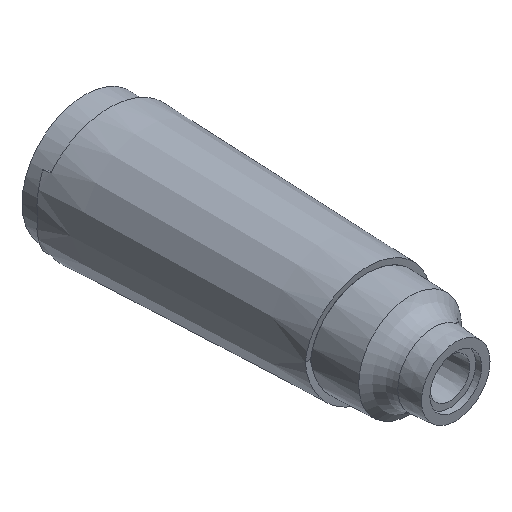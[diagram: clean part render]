
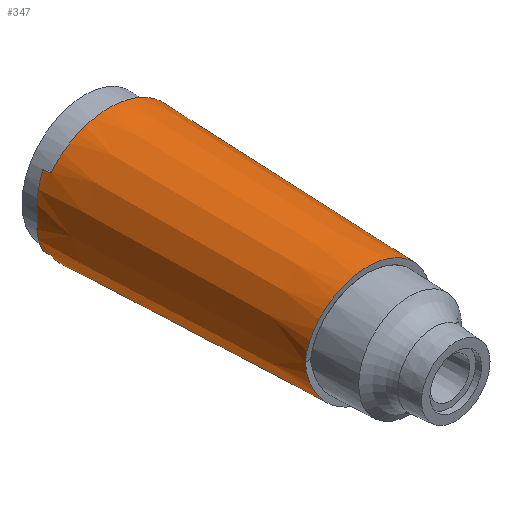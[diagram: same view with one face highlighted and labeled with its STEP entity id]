
A CAD part, isometric view. The second image highlights one B-rep face of the part: STEP entity #347.
In plain terms, the highlighted conical face has half-angle 2 degrees and reference radius 11.004 mm.
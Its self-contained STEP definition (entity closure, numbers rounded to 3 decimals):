
#35=B_SPLINE_CURVE_WITH_KNOTS('',3,(#500,#501,#502,#503),.UNSPECIFIED.,
 .F.,.F.,(4,4),(3.41,4.005),.UNSPECIFIED.);
#39=B_SPLINE_CURVE_WITH_KNOTS('',3,(#566,#567,#568,#569,#570,#571,#572,
#573,#574),.UNSPECIFIED.,.F.,.F.,(4,1,1,1,1,1,4),(0.,0.4,
0.8,1.201,2.001,2.401,2.801),
 .UNSPECIFIED.);
#42=B_SPLINE_CURVE_WITH_KNOTS('',3,(#603,#604,#605,#606),.UNSPECIFIED.,
 .F.,.F.,(4,4),(0.,0.132),.UNSPECIFIED.);
#44=B_SPLINE_CURVE_WITH_KNOTS('',3,(#656,#657,#658,#659,#660,#661,#662,
#663,#664,#665),.UNSPECIFIED.,.F.,.F.,(4,1,1,1,1,1,1,4),(1.091,
1.507,1.924,2.34,2.756,3.172,
3.589,4.005),.UNSPECIFIED.);
#47=B_SPLINE_CURVE_WITH_KNOTS('',3,(#728,#729,#730,#731,#732,#733,#734,
#735,#736,#737),.UNSPECIFIED.,.F.,.F.,(4,1,1,1,1,1,1,4),(1.091,
1.507,1.924,2.34,2.756,3.172,
3.589,4.005),.UNSPECIFIED.);
#48=B_SPLINE_CURVE_WITH_KNOTS('',3,(#739,#740,#741,#742,#743,#744,#745),
 .UNSPECIFIED.,.F.,.F.,(4,1,1,1,4),(0.,0.4,1.201,
2.001,2.801),.UNSPECIFIED.);
#49=B_SPLINE_CURVE_WITH_KNOTS('',3,(#747,#748,#749,#750),.UNSPECIFIED.,
 .F.,.F.,(4,4),(3.41,4.005),.UNSPECIFIED.);
#50=B_SPLINE_CURVE_WITH_KNOTS('',3,(#751,#752,#753,#754),.UNSPECIFIED.,
 .F.,.F.,(4,4),(0.,0.132),.UNSPECIFIED.);
#83=CONICAL_SURFACE('',#378,11.004,2.);
#97=FACE_BOUND('',#149,.T.);
#115=FACE_OUTER_BOUND('',#148,.T.);
#148=EDGE_LOOP('',(#280,#281,#282,#283,#284,#285));
#149=EDGE_LOOP('',(#286,#287));
#179=VERTEX_POINT('',#491);
#181=VERTEX_POINT('',#499);
#184=VERTEX_POINT('',#547);
#186=VERTEX_POINT('',#564);
#188=VERTEX_POINT('',#592);
#189=VERTEX_POINT('',#647);
#191=VERTEX_POINT('',#655);
#193=VERTEX_POINT('',#746);
#211=EDGE_CURVE('',#179,#181,#35,.T.);
#217=EDGE_CURVE('',#186,#184,#39,.T.);
#220=EDGE_CURVE('',#181,#188,#42,.T.);
#222=EDGE_CURVE('',#189,#191,#44,.T.);
#226=EDGE_CURVE('',#189,#191,#47,.T.);
#227=EDGE_CURVE('',#186,#188,#48,.T.);
#228=EDGE_CURVE('',#179,#193,#49,.T.);
#229=EDGE_CURVE('',#193,#184,#50,.T.);
#280=ORIENTED_EDGE('',*,*,#227,.T.);
#281=ORIENTED_EDGE('',*,*,#220,.F.);
#282=ORIENTED_EDGE('',*,*,#211,.F.);
#283=ORIENTED_EDGE('',*,*,#228,.T.);
#284=ORIENTED_EDGE('',*,*,#229,.T.);
#285=ORIENTED_EDGE('',*,*,#217,.F.);
#286=ORIENTED_EDGE('',*,*,#222,.F.);
#287=ORIENTED_EDGE('',*,*,#226,.T.);
#347=ADVANCED_FACE('',(#115,#97),#83,.T.);
#378=AXIS2_PLACEMENT_3D('',#738,#431,#432);
#431=DIRECTION('center_axis',(0.,1.,0.));
#432=DIRECTION('ref_axis',(0.,0.,1.));
#491=CARTESIAN_POINT('',(-11.877,28.955,0.));
#499=CARTESIAN_POINT('',(-10.196,29.661,6.139));
#500=CARTESIAN_POINT('Ctrl Pts',(-11.877,28.955,0.));
#501=CARTESIAN_POINT('Ctrl Pts',(-11.884,29.171,2.15));
#502=CARTESIAN_POINT('Ctrl Pts',(-11.295,29.407,4.296));
#503=CARTESIAN_POINT('Ctrl Pts',(-10.196,29.661,6.139));
#547=CARTESIAN_POINT('',(-10.06,28.348,-6.273));
#564=CARTESIAN_POINT('',(11.811,27.084,0.));
#566=CARTESIAN_POINT('Ctrl Pts',(11.811,27.084,0.));
#567=CARTESIAN_POINT('Ctrl Pts',(11.811,27.084,-1.457));
#568=CARTESIAN_POINT('Ctrl Pts',(11.267,27.102,-4.376));
#569=CARTESIAN_POINT('Ctrl Pts',(8.925,27.179,-8.146));
#570=CARTESIAN_POINT('Ctrl Pts',(4.197,27.351,-11.741));
#571=CARTESIAN_POINT('Ctrl Pts',(-1.989,27.627,-12.319));
#572=CARTESIAN_POINT('Ctrl Pts',(-7.29,28.005,-9.666));
#573=CARTESIAN_POINT('Ctrl Pts',(-9.289,28.228,-7.502));
#574=CARTESIAN_POINT('Ctrl Pts',(-10.06,28.348,-6.273));
#592=CARTESIAN_POINT('',(-10.06,28.348,6.273));
#603=CARTESIAN_POINT('Ctrl Pts',(-10.196,29.661,6.139));
#604=CARTESIAN_POINT('Ctrl Pts',(-10.151,29.223,6.184));
#605=CARTESIAN_POINT('Ctrl Pts',(-10.106,28.785,6.228));
#606=CARTESIAN_POINT('Ctrl Pts',(-10.06,28.348,6.273));
#647=CARTESIAN_POINT('',(-10.293,-16.413,0.));
#655=CARTESIAN_POINT('',(10.237,-18.011,0.));
#656=CARTESIAN_POINT('Ctrl Pts',(-10.293,-16.413,0.));
#657=CARTESIAN_POINT('Ctrl Pts',(-10.287,-16.565,-1.527));
#658=CARTESIAN_POINT('Ctrl Pts',(-9.586,-16.847,-4.582));
#659=CARTESIAN_POINT('Ctrl Pts',(-6.655,-17.205,-8.269));
#660=CARTESIAN_POINT('Ctrl Pts',(-2.41,-17.499,-10.329));
#661=CARTESIAN_POINT('Ctrl Pts',(2.312,-17.727,-10.342));
#662=CARTESIAN_POINT('Ctrl Pts',(6.578,-17.891,-8.305));
#663=CARTESIAN_POINT('Ctrl Pts',(9.533,-17.989,-4.611));
#664=CARTESIAN_POINT('Ctrl Pts',(10.237,-18.011,-1.538));
#665=CARTESIAN_POINT('Ctrl Pts',(10.237,-18.011,0.));
#728=CARTESIAN_POINT('Ctrl Pts',(-10.293,-16.413,0.));
#729=CARTESIAN_POINT('Ctrl Pts',(-10.287,-16.565,1.527));
#730=CARTESIAN_POINT('Ctrl Pts',(-9.587,-16.847,4.583));
#731=CARTESIAN_POINT('Ctrl Pts',(-6.654,-17.205,8.268));
#732=CARTESIAN_POINT('Ctrl Pts',(-2.411,-17.499,10.329));
#733=CARTESIAN_POINT('Ctrl Pts',(2.312,-17.727,10.342));
#734=CARTESIAN_POINT('Ctrl Pts',(6.578,-17.891,8.305));
#735=CARTESIAN_POINT('Ctrl Pts',(9.533,-17.989,4.611));
#736=CARTESIAN_POINT('Ctrl Pts',(10.237,-18.011,1.538));
#737=CARTESIAN_POINT('Ctrl Pts',(10.237,-18.011,0.));
#738=CARTESIAN_POINT('Origin',(0.,3.965,0.));
#739=CARTESIAN_POINT('Ctrl Pts',(11.811,27.084,0.));
#740=CARTESIAN_POINT('Ctrl Pts',(11.811,27.084,1.457));
#741=CARTESIAN_POINT('Ctrl Pts',(11.013,27.11,5.838));
#742=CARTESIAN_POINT('Ctrl Pts',(5.763,27.283,11.6));
#743=CARTESIAN_POINT('Ctrl Pts',(-3.554,27.695,12.463));
#744=CARTESIAN_POINT('Ctrl Pts',(-8.517,28.108,8.731));
#745=CARTESIAN_POINT('Ctrl Pts',(-10.06,28.348,6.273));
#746=CARTESIAN_POINT('',(-10.196,29.661,-6.139));
#747=CARTESIAN_POINT('Ctrl Pts',(-11.877,28.955,0.));
#748=CARTESIAN_POINT('Ctrl Pts',(-11.884,29.171,-2.15));
#749=CARTESIAN_POINT('Ctrl Pts',(-11.295,29.407,-4.296));
#750=CARTESIAN_POINT('Ctrl Pts',(-10.196,29.661,-6.139));
#751=CARTESIAN_POINT('Ctrl Pts',(-10.196,29.661,-6.139));
#752=CARTESIAN_POINT('Ctrl Pts',(-10.151,29.223,-6.184));
#753=CARTESIAN_POINT('Ctrl Pts',(-10.106,28.785,-6.228));
#754=CARTESIAN_POINT('Ctrl Pts',(-10.06,28.348,-6.273));
